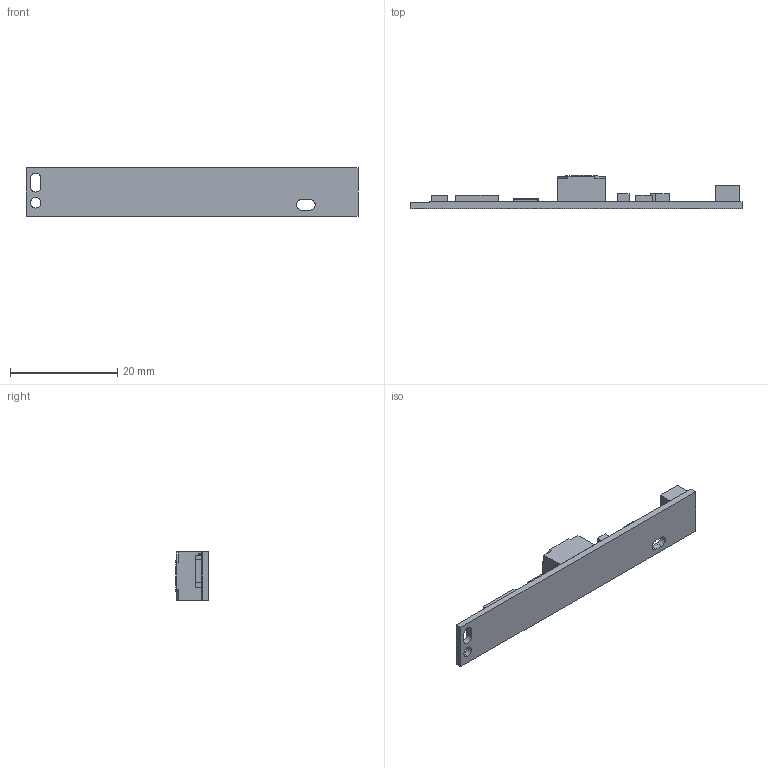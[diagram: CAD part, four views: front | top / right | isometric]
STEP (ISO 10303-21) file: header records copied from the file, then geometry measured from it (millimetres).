
FILE_DESCRIPTION (( 'STEP AP214' ), '1' );
FILE_NAME ('B0431.STEP', '2024-03-22T10:57:31', ( '' ), ( '' ), 'SwSTEP 2.0', 'SolidWorks 2021', '' );
FILE_SCHEMA (( 'AUTOMOTIVE_DESIGN' ));
Length unit declared in the file: millimetre
Products named in the file (1): B0431
Bounding box: 62 x 6.15 x 9 mm (x, y, z)
Volume: 1223.3 mm3; surface area: 2235.7 mm2
Topology: 10 solids, 10 shells, 171 faces, 394 edges, 254 vertices
Faces by surface type: plane 141, cylinder 22, torus 4, sphere 4
Entity records: 5020 total; most frequent: CARTESIAN_POINT 822, ORIENTED_EDGE 780, DIRECTION 780, EDGE_CURVE 390, LINE 340, VECTOR 340, VERTEX_POINT 254, AXIS2_PLACEMENT_3D 220
